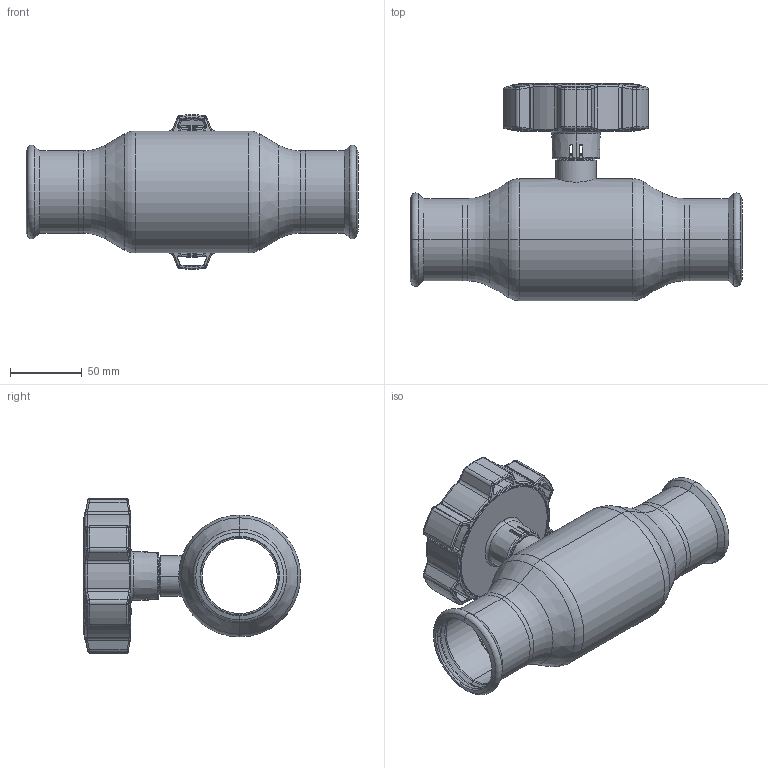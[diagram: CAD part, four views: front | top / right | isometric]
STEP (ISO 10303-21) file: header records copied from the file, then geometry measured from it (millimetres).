
FILE_DESCRIPTION (( 'STEP AP214' ), '1' );
FILE_NAME ('2050000100-0200.step', '2024-01-11T10:57:56', ( '' ), ( '' ), 'SwSTEP 2.0', 'SolidWorks 2021', '' );
FILE_SCHEMA (( 'AUTOMOTIVE_DESIGN' ));
Length unit declared in the file: millimetre
Products named in the file (1): 2050000100-0200
Bounding box: 231.6 x 151.5 x 107.98 mm (x, y, z)
Surface area: 117358.4 mm2 (no closed solid volume)
Topology: 0 solids, 10 shells, 498 faces, 1569 edges, 1038 vertices
Faces by surface type: bspline 159, cylinder 115, plane 86, torus 75, cone 57, sphere 6
Entity records: 31447 total; most frequent: CARTESIAN_POINT 13755, ORIENTED_EDGE 2655, DIRECTION 2147, EDGE_CURVE 1569, VERTEX_POINT 1038, AXIS2_PLACEMENT_3D 860, B_SPLINE_CURVE_WITH_KNOTS 599, EDGE_LOOP 526
